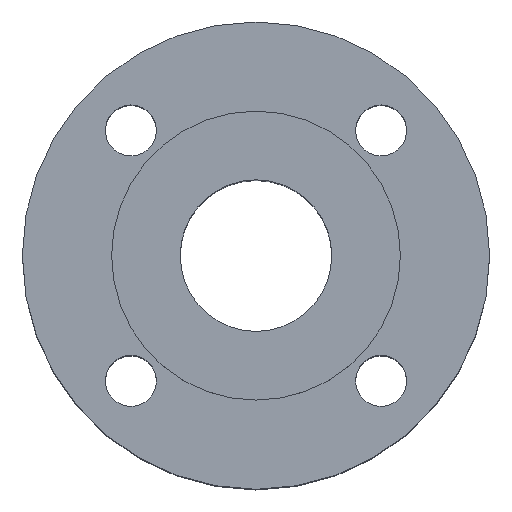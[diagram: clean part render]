
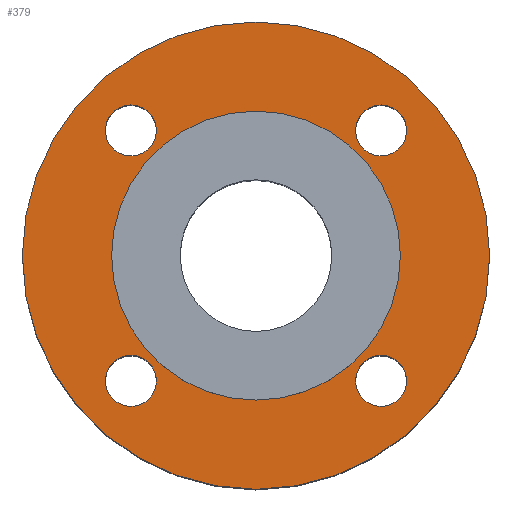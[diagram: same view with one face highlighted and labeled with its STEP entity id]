
A CAD part, top view. The second image highlights one B-rep face of the part: STEP entity #379.
In plain terms, the highlighted planar face has unit normal (0, 0, 1).
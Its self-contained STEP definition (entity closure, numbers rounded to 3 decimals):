
#34=PLANE('',#456);
#87=FACE_BOUND('',#170,.T.);
#88=FACE_BOUND('',#171,.T.);
#89=FACE_BOUND('',#172,.T.);
#90=FACE_BOUND('',#173,.T.);
#91=FACE_BOUND('',#174,.T.);
#115=FACE_OUTER_BOUND('',#169,.T.);
#169=EDGE_LOOP('',(#329));
#170=EDGE_LOOP('',(#330));
#171=EDGE_LOOP('',(#331));
#172=EDGE_LOOP('',(#332));
#173=EDGE_LOOP('',(#333));
#174=EDGE_LOOP('',(#334));
#201=CIRCLE('',#437,9.);
#203=CIRCLE('',#440,9.);
#205=CIRCLE('',#443,9.);
#207=CIRCLE('',#446,9.);
#209=CIRCLE('',#449,51.);
#212=CIRCLE('',#455,82.5);
#233=VERTEX_POINT('',#639);
#235=VERTEX_POINT('',#644);
#237=VERTEX_POINT('',#649);
#239=VERTEX_POINT('',#654);
#241=VERTEX_POINT('',#659);
#244=VERTEX_POINT('',#668);
#265=EDGE_CURVE('',#233,#233,#201,.T.);
#267=EDGE_CURVE('',#235,#235,#203,.T.);
#269=EDGE_CURVE('',#237,#237,#205,.T.);
#271=EDGE_CURVE('',#239,#239,#207,.T.);
#273=EDGE_CURVE('',#241,#241,#209,.T.);
#276=EDGE_CURVE('',#244,#244,#212,.T.);
#329=ORIENTED_EDGE('',*,*,#276,.T.);
#330=ORIENTED_EDGE('',*,*,#265,.T.);
#331=ORIENTED_EDGE('',*,*,#267,.T.);
#332=ORIENTED_EDGE('',*,*,#269,.T.);
#333=ORIENTED_EDGE('',*,*,#271,.T.);
#334=ORIENTED_EDGE('',*,*,#273,.T.);
#379=ADVANCED_FACE('',(#115,#87,#88,#89,#90,#91),#34,.T.);
#437=AXIS2_PLACEMENT_3D('',#640,#528,#529);
#440=AXIS2_PLACEMENT_3D('',#645,#534,#535);
#443=AXIS2_PLACEMENT_3D('',#650,#540,#541);
#446=AXIS2_PLACEMENT_3D('',#655,#546,#547);
#449=AXIS2_PLACEMENT_3D('',#660,#552,#553);
#455=AXIS2_PLACEMENT_3D('',#669,#564,#565);
#456=AXIS2_PLACEMENT_3D('',#670,#566,#567);
#528=DIRECTION('center_axis',(0.,0.,-1.));
#529=DIRECTION('ref_axis',(0.,-1.,0.));
#534=DIRECTION('center_axis',(0.,0.,-1.));
#535=DIRECTION('ref_axis',(-1.,0.,0.));
#540=DIRECTION('center_axis',(0.,0.,-1.));
#541=DIRECTION('ref_axis',(0.,1.,0.));
#546=DIRECTION('center_axis',(0.,0.,-1.));
#547=DIRECTION('ref_axis',(1.,0.,0.));
#552=DIRECTION('center_axis',(0.,0.,-1.));
#553=DIRECTION('ref_axis',(-1.,0.,0.));
#564=DIRECTION('center_axis',(0.,0.,1.));
#565=DIRECTION('ref_axis',(-1.,0.,0.));
#566=DIRECTION('center_axis',(0.,0.,1.));
#567=DIRECTION('ref_axis',(1.,0.,0.));
#639=CARTESIAN_POINT('',(44.194,-53.194,71.5));
#640=CARTESIAN_POINT('Origin',(44.194,-44.194,71.5));
#644=CARTESIAN_POINT('',(-53.194,-44.194,71.5));
#645=CARTESIAN_POINT('Origin',(-44.194,-44.194,71.5));
#649=CARTESIAN_POINT('',(-44.194,53.194,71.5));
#650=CARTESIAN_POINT('Origin',(-44.194,44.194,71.5));
#654=CARTESIAN_POINT('',(53.194,44.194,71.5));
#655=CARTESIAN_POINT('Origin',(44.194,44.194,71.5));
#659=CARTESIAN_POINT('',(51.,0.,71.5));
#660=CARTESIAN_POINT('Origin',(0.,0.,71.5));
#668=CARTESIAN_POINT('',(82.5,0.,71.5));
#669=CARTESIAN_POINT('Origin',(0.,0.,71.5));
#670=CARTESIAN_POINT('Origin',(0.,0.,71.5));
